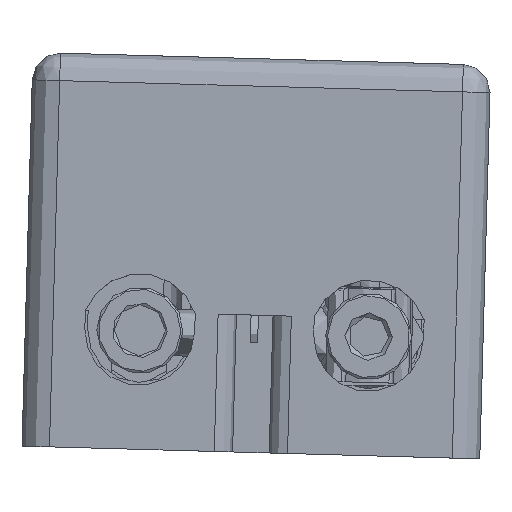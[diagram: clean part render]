
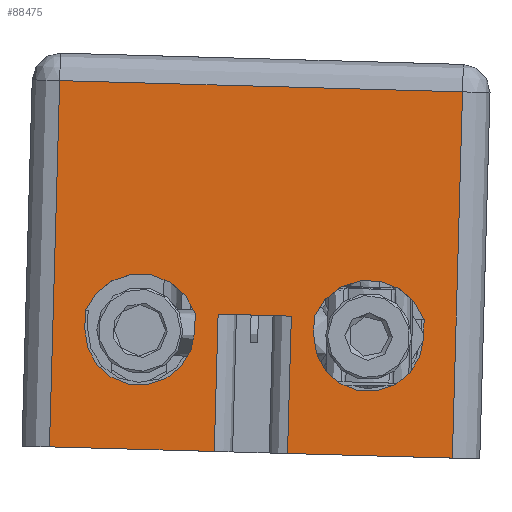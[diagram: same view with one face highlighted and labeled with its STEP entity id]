
A CAD part, front view. The second image highlights one B-rep face of the part: STEP entity #88475.
In plain terms, the highlighted planar face has unit normal (0, -1, 0).
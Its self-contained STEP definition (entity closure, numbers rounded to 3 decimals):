
#623=FACE_BOUND('',#33278,.T.);
#624=FACE_BOUND('',#33279,.T.);
#5592=LINE('',#121707,#13765);
#5704=LINE('',#122126,#13877);
#12548=LINE('',#173229,#20721);
#12551=LINE('',#173237,#20724);
#12554=LINE('',#173248,#20727);
#12556=LINE('',#173253,#20729);
#12558=LINE('',#173257,#20731);
#12559=LINE('',#173258,#20732);
#12560=LINE('',#173260,#20733);
#12561=LINE('',#173263,#20734);
#12562=LINE('',#173265,#20735);
#12563=LINE('',#173268,#20736);
#13765=VECTOR('',#96595,4.);
#13877=VECTOR('',#96939,22.);
#20721=VECTOR('',#113755,7.5);
#20724=VECTOR('',#113764,9.);
#20727=VECTOR('',#113773,9.);
#20729=VECTOR('',#113779,7.5);
#20731=VECTOR('',#113785,20.);
#20732=VECTOR('',#113786,20.);
#20733=VECTOR('',#113787,1.);
#20734=VECTOR('',#113790,1.);
#20735=VECTOR('',#113791,1.);
#20736=VECTOR('',#113794,1.);
#28296=FACE_OUTER_BOUND('',#33277,.T.);
#33277=EDGE_LOOP('',(#79864,#79865,#79866,#79867,#79868,#79869,#79870,#79871));
#33278=EDGE_LOOP('',(#79872,#79873,#79874,#79875));
#33279=EDGE_LOOP('',(#79876,#79877,#79878,#79879));
#33813=CIRCLE('',#89266,3.2);
#33816=CIRCLE('',#89280,3.2);
#35531=CIRCLE('',#94305,3.);
#35532=CIRCLE('',#94306,3.);
#36788=VERTEX_POINT('',#121701);
#36790=VERTEX_POINT('',#121705);
#36856=VERTEX_POINT('',#122005);
#36857=VERTEX_POINT('',#122007);
#36871=VERTEX_POINT('',#122051);
#36872=VERTEX_POINT('',#122053);
#36894=VERTEX_POINT('',#122118);
#36897=VERTEX_POINT('',#122125);
#43593=VERTEX_POINT('',#173228);
#43595=VERTEX_POINT('',#173236);
#43599=VERTEX_POINT('',#173245);
#43600=VERTEX_POINT('',#173247);
#43602=VERTEX_POINT('',#173259);
#43603=VERTEX_POINT('',#173261);
#43604=VERTEX_POINT('',#173264);
#43605=VERTEX_POINT('',#173266);
#45479=EDGE_CURVE('',#36790,#36788,#5592,.T.);
#45586=EDGE_CURVE('',#36857,#36856,#33813,.T.);
#45609=EDGE_CURVE('',#36872,#36871,#33816,.T.);
#45644=EDGE_CURVE('',#36894,#36897,#5704,.T.);
#55827=EDGE_CURVE('',#36788,#43593,#12548,.T.);
#55831=EDGE_CURVE('',#43593,#43595,#12551,.T.);
#55837=EDGE_CURVE('',#43599,#43600,#12554,.T.);
#55840=EDGE_CURVE('',#43600,#36790,#12556,.T.);
#55842=EDGE_CURVE('',#43599,#36897,#12558,.T.);
#55843=EDGE_CURVE('',#43595,#36894,#12559,.T.);
#55844=EDGE_CURVE('',#36856,#43602,#12560,.T.);
#55845=EDGE_CURVE('',#43602,#43603,#35531,.T.);
#55846=EDGE_CURVE('',#43603,#36857,#12561,.T.);
#55847=EDGE_CURVE('',#36871,#43604,#12562,.T.);
#55848=EDGE_CURVE('',#43604,#43605,#35532,.T.);
#55849=EDGE_CURVE('',#43605,#36872,#12563,.T.);
#79864=ORIENTED_EDGE('',*,*,#45479,.F.);
#79865=ORIENTED_EDGE('',*,*,#55840,.F.);
#79866=ORIENTED_EDGE('',*,*,#55837,.F.);
#79867=ORIENTED_EDGE('',*,*,#55842,.T.);
#79868=ORIENTED_EDGE('',*,*,#45644,.F.);
#79869=ORIENTED_EDGE('',*,*,#55843,.F.);
#79870=ORIENTED_EDGE('',*,*,#55831,.F.);
#79871=ORIENTED_EDGE('',*,*,#55827,.F.);
#79872=ORIENTED_EDGE('',*,*,#55844,.T.);
#79873=ORIENTED_EDGE('',*,*,#55845,.T.);
#79874=ORIENTED_EDGE('',*,*,#55846,.T.);
#79875=ORIENTED_EDGE('',*,*,#45586,.T.);
#79876=ORIENTED_EDGE('',*,*,#45609,.T.);
#79877=ORIENTED_EDGE('',*,*,#55847,.T.);
#79878=ORIENTED_EDGE('',*,*,#55848,.T.);
#79879=ORIENTED_EDGE('',*,*,#55849,.T.);
#84044=PLANE('',#94304);
#88475=ADVANCED_FACE('',(#28296,#623,#624),#84044,.T.);
#89266=AXIS2_PLACEMENT_3D('',#122008,#96818,#96819);
#89280=AXIS2_PLACEMENT_3D('',#122054,#96863,#96864);
#94304=AXIS2_PLACEMENT_3D('',#173256,#113783,#113784);
#94305=AXIS2_PLACEMENT_3D('',#173262,#113788,#113789);
#94306=AXIS2_PLACEMENT_3D('',#173267,#113792,#113793);
#96595=DIRECTION('',(-1.,0.,0.028));
#96818=DIRECTION('center_axis',(0.,1.,0.));
#96819=DIRECTION('ref_axis',(-0.927,0.,0.374));
#96863=DIRECTION('center_axis',(0.,1.,0.));
#96864=DIRECTION('ref_axis',(0.947,0.,0.322));
#96939=DIRECTION('',(1.,0.,-0.028));
#113755=DIRECTION('',(-0.028,0.,-1.));
#113764=DIRECTION('',(-1.,0.,0.028));
#113773=DIRECTION('',(-1.,0.,0.028));
#113779=DIRECTION('',(0.028,0.,1.));
#113783=DIRECTION('center_axis',(0.,-1.,0.));
#113784=DIRECTION('ref_axis',(-0.028,0.,
-1.));
#113785=DIRECTION('',(0.028,0.,1.));
#113786=DIRECTION('',(0.028,0.,1.));
#113787=DIRECTION('',(-0.028,0.,-1.));
#113788=DIRECTION('center_axis',(0.,1.,0.));
#113789=DIRECTION('ref_axis',(-1.,0.,
0.028));
#113790=DIRECTION('',(0.028,0.,1.));
#113791=DIRECTION('',(-0.028,0.,-1.));
#113792=DIRECTION('center_axis',(0.,1.,0.));
#113793=DIRECTION('ref_axis',(1.,0.,-0.028));
#113794=DIRECTION('',(0.028,0.,1.));
#121701=CARTESIAN_POINT('',(-11.481,-21.703,52.426));
#121705=CARTESIAN_POINT('',(-7.483,-21.703,52.315));
#121707=CARTESIAN_POINT('',(3.013,-21.703,52.021));
#122005=CARTESIAN_POINT('',(-12.731,-21.703,52.461));
#122007=CARTESIAN_POINT('',(-18.728,-21.703,52.629));
#122008=CARTESIAN_POINT('Origin',(-15.761,-21.703,51.432));
#122051=CARTESIAN_POINT('',(-0.235,-21.703,52.112));
#122053=CARTESIAN_POINT('',(-6.233,-21.703,52.28));
#122054=CARTESIAN_POINT('Origin',(-3.265,-21.703,51.083));
#122118=CARTESIAN_POINT('',(-20.129,-21.703,65.173));
#122125=CARTESIAN_POINT('',(1.863,-21.703,64.558));
#122126=CARTESIAN_POINT('',(-2.885,-21.703,64.691));
#173228=CARTESIAN_POINT('',(-11.69,-21.703,44.929));
#173229=CARTESIAN_POINT('',(-11.572,-21.703,49.178));
#173236=CARTESIAN_POINT('',(-20.687,-21.703,45.18));
#173237=CARTESIAN_POINT('',(1.304,-21.703,44.566));
#173245=CARTESIAN_POINT('',(1.304,-21.703,44.566));
#173247=CARTESIAN_POINT('',(-7.692,-21.703,44.817));
#173248=CARTESIAN_POINT('',(1.304,-21.703,44.566));
#173253=CARTESIAN_POINT('',(-7.573,-21.703,49.066));
#173256=CARTESIAN_POINT('Origin',(1.304,-21.703,44.566));
#173257=CARTESIAN_POINT('',(1.304,-21.703,44.566));
#173258=CARTESIAN_POINT('',(-20.687,-21.703,45.18));
#173259=CARTESIAN_POINT('',(-12.759,-21.703,51.462));
#173260=CARTESIAN_POINT('',(-12.849,-21.703,48.213));
#173261=CARTESIAN_POINT('',(-18.756,-21.703,51.629));
#173262=CARTESIAN_POINT('Origin',(-15.757,-21.703,51.545));
#173263=CARTESIAN_POINT('',(-18.819,-21.703,49.38));
#173264=CARTESIAN_POINT('',(-0.263,-21.703,51.113));
#173265=CARTESIAN_POINT('',(-0.326,-21.703,48.863));
#173266=CARTESIAN_POINT('',(-6.261,-21.703,51.28));
#173267=CARTESIAN_POINT('Origin',(-3.262,-21.703,51.196));
#173268=CARTESIAN_POINT('',(-6.352,-21.703,48.031));
